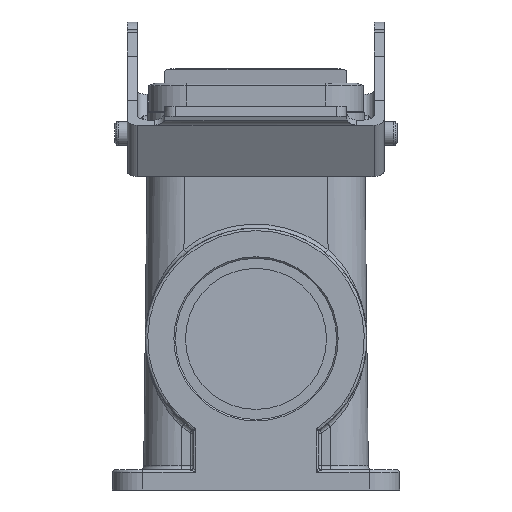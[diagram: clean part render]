
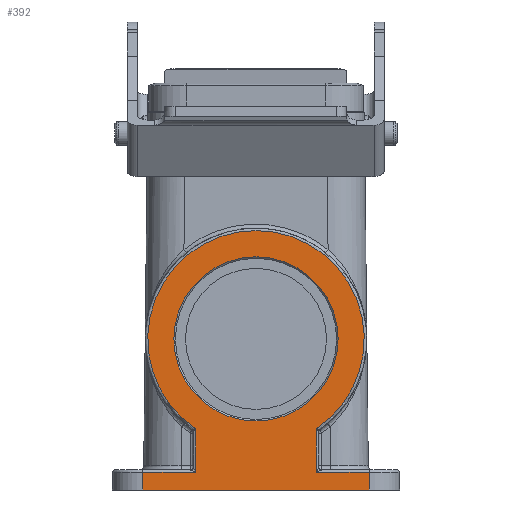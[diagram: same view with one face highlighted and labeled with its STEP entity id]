
A CAD part, left-side view. The second image highlights one B-rep face of the part: STEP entity #392.
In plain terms, the highlighted planar face has unit normal (-1, 0, 0).
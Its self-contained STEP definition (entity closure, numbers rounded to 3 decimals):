
#309=CARTESIAN_POINT('',(-58.5,-28.5,-69.25));
#310=DIRECTION('',(-1.0,0.0,0.0));
#311=DIRECTION('',(0.0,0.0,1.0));
#312=AXIS2_PLACEMENT_3D('',#309,#310,#311);
#313=PLANE('',#312);
#314=CARTESIAN_POINT('',(-58.5,-22.5,-69.25));
#315=VERTEX_POINT('',#314);
#316=CARTESIAN_POINT('',(-58.5,-22.5,-65.75));
#317=VERTEX_POINT('',#316);
#318=CARTESIAN_POINT('',(-58.5,-22.5,-69.25));
#319=DIRECTION('',(0.0,0.0,1.0));
#320=VECTOR('',#319,3.5);
#321=LINE('',#318,#320);
#322=EDGE_CURVE('',#315,#317,#321,.T.);
#323=ORIENTED_EDGE('',*,*,#322,.T.);
#324=CARTESIAN_POINT('',(-58.5,-12.,-65.75));
#325=VERTEX_POINT('',#324);
#326=CARTESIAN_POINT('',(-58.5,-22.5,-65.75));
#327=DIRECTION('',(0.0,1.0,0.0));
#328=VECTOR('',#327,10.5);
#329=LINE('',#326,#328);
#330=EDGE_CURVE('',#317,#325,#329,.T.);
#331=ORIENTED_EDGE('',*,*,#330,.T.);
#332=CARTESIAN_POINT('',(-58.5,-12.,-57.09));
#333=VERTEX_POINT('',#332);
#334=CARTESIAN_POINT('',(-58.5,-12.,-65.75));
#335=DIRECTION('',(0.0,0.0,1.0));
#336=VECTOR('',#335,8.66);
#337=LINE('',#334,#336);
#338=EDGE_CURVE('',#325,#333,#337,.T.);
#339=ORIENTED_EDGE('',*,*,#338,.T.);
#340=CARTESIAN_POINT('',(-58.5,12.,-57.09));
#341=VERTEX_POINT('',#340);
#342=CARTESIAN_POINT('',(-58.5,0.0,-39.25));
#343=DIRECTION('',(-1.0,0.0,0.0));
#344=DIRECTION('',(0.0,0.0,1.0));
#345=AXIS2_PLACEMENT_3D('',#342,#343,#344);
#346=CIRCLE('',#345,21.5);
#347=EDGE_CURVE('',#333,#341,#346,.T.);
#348=ORIENTED_EDGE('',*,*,#347,.T.);
#349=CARTESIAN_POINT('',(-58.5,12.,-65.75));
#350=VERTEX_POINT('',#349);
#351=CARTESIAN_POINT('',(-58.5,12.,-57.09));
#352=DIRECTION('',(0.0,0.0,-1.0));
#353=VECTOR('',#352,8.66);
#354=LINE('',#351,#353);
#355=EDGE_CURVE('',#341,#350,#354,.T.);
#356=ORIENTED_EDGE('',*,*,#355,.T.);
#357=CARTESIAN_POINT('',(-58.5,22.5,-65.75));
#358=VERTEX_POINT('',#357);
#359=CARTESIAN_POINT('',(-58.5,12.,-65.75));
#360=DIRECTION('',(0.0,1.0,0.0));
#361=VECTOR('',#360,10.5);
#362=LINE('',#359,#361);
#363=EDGE_CURVE('',#350,#358,#362,.T.);
#364=ORIENTED_EDGE('',*,*,#363,.T.);
#365=CARTESIAN_POINT('',(-58.5,22.5,-69.25));
#366=VERTEX_POINT('',#365);
#367=CARTESIAN_POINT('',(-58.5,22.5,-65.75));
#368=DIRECTION('',(0.0,0.0,-1.0));
#369=VECTOR('',#368,3.5);
#370=LINE('',#367,#369);
#371=EDGE_CURVE('',#358,#366,#370,.T.);
#372=ORIENTED_EDGE('',*,*,#371,.T.);
#373=CARTESIAN_POINT('',(-58.5,-22.5,-69.25));
#374=DIRECTION('',(0.0,1.0,0.0));
#375=VECTOR('',#374,45.0);
#376=LINE('',#373,#375);
#377=EDGE_CURVE('',#315,#366,#376,.T.);
#378=ORIENTED_EDGE('',*,*,#377,.F.);
#379=EDGE_LOOP('',(#323,#331,#339,#348,#356,#364,#372,#378));
#380=FACE_OUTER_BOUND('',#379,.T.);
#381=CARTESIAN_POINT('',(-58.5,0.0,-55.55));
#382=VERTEX_POINT('',#381);
#383=CARTESIAN_POINT('',(-58.5,0.0,-39.25));
#384=DIRECTION('',(1.0,0.0,0.0));
#385=DIRECTION('',(0.0,0.0,-1.0));
#386=AXIS2_PLACEMENT_3D('',#383,#384,#385);
#387=CIRCLE('',#386,16.3);
#388=EDGE_CURVE('',#382,#382,#387,.T.);
#389=ORIENTED_EDGE('',*,*,#388,.T.);
#390=EDGE_LOOP('',(#389));
#391=FACE_BOUND('',#390,.T.);
#392=ADVANCED_FACE('',(#380,#391),#313,.T.);
